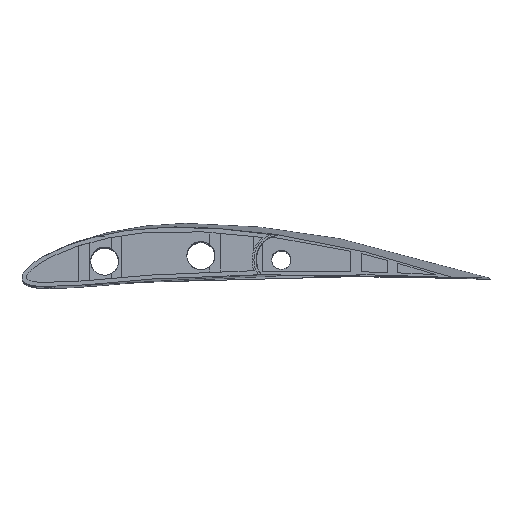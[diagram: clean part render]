
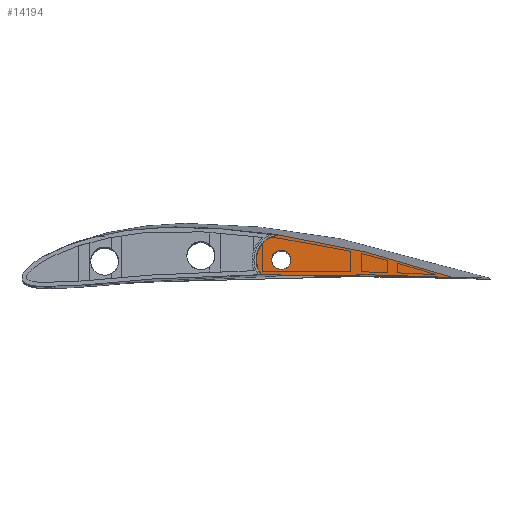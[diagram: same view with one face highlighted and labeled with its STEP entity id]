
A CAD part, top view. The second image highlights one B-rep face of the part: STEP entity #14194.
In plain terms, the highlighted planar face has unit normal (0, 0, 1).
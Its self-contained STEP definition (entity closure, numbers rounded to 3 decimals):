
#518 = VERTEX_POINT ( 'NONE', #11319 ) ;
#570 = CARTESIAN_POINT ( 'NONE',  ( 95.563, 15.191, 729.8 ) ) ;
#596 = EDGE_CURVE ( 'NONE', #10433, #518, #7823, .T. ) ;
#700 = ORIENTED_EDGE ( 'NONE', *, *, #6524, .F. ) ;
#1337 = CARTESIAN_POINT ( 'NONE',  ( 93.174, 15.542, 729.8 ) ) ;
#2510 = CARTESIAN_POINT ( 'NONE',  ( 135.514, 0.829, 729.8 ) ) ;
#2548 = VERTEX_POINT ( 'NONE', #8757 ) ;
#2991 = CARTESIAN_POINT ( 'NONE',  ( 82.187, 7.41, 729.8 ) ) ;
#3078 = DIRECTION ( 'NONE',  ( -1., 0., 0. ) ) ;
#3489 = AXIS2_PLACEMENT_3D ( 'NONE', #7558, #16592, #4640 ) ;
#4008 = CIRCLE ( 'NONE', #7701, 3.5 ) ;
#4256 = ORIENTED_EDGE ( 'NONE', *, *, #15349, .F. ) ;
#4488 = CARTESIAN_POINT ( 'NONE',  ( 147.777, 3.066, 729.8 ) ) ;
#4585 = CARTESIAN_POINT ( 'NONE',  ( 93.174, 15.542, 729.8 ) ) ;
#4640 = DIRECTION ( 'NONE',  ( -1., 0., 0. ) ) ;
#4693 = DIRECTION ( 'NONE',  ( 0., 0., 1. ) ) ;
#5110 = CARTESIAN_POINT ( 'NONE',  ( 155.478, -0.167, 729.8 ) ) ;
#5359 = CARTESIAN_POINT ( 'NONE',  ( 150.405, 0.132, 729.8 ) ) ;
#5400 = CARTESIAN_POINT ( 'NONE',  ( 97.7, 6.5, 729.8 ) ) ;
#5904 = CARTESIAN_POINT ( 'NONE',  ( 115.13, 11.677, 729.8 ) ) ;
#6138 = PLANE ( 'NONE',  #3489 ) ;
#6524 = EDGE_CURVE ( 'NONE', #7328, #11382, #12217, .T. ) ;
#6903 = EDGE_CURVE ( 'NONE', #11382, #7328, #4008, .T. ) ;
#7328 = VERTEX_POINT ( 'NONE', #5400 ) ;
#7558 = CARTESIAN_POINT ( 'NONE',  ( 77.535, 0.826, 729.8 ) ) ;
#7701 = AXIS2_PLACEMENT_3D ( 'NONE', #10370, #11587, #10455 ) ;
#7768 = CARTESIAN_POINT ( 'NONE',  ( 154.66, -0.099, 729.8 ) ) ;
#7823 = B_SPLINE_CURVE_WITH_KNOTS ( 'NONE', 3,
 ( #4585, #570, #8492, #5904, #10000, #4488, #12737 ),
 .UNSPECIFIED., .F., .F.,
 ( 4, 1, 1, 1, 4 ),
 ( 0.603, 0.647, 0.734, 0.837, 1. ),
 .UNSPECIFIED. ) ;
#8492 = CARTESIAN_POINT ( 'NONE',  ( 102.609, 14.073, 729.8 ) ) ;
#8757 = CARTESIAN_POINT ( 'NONE',  ( 86.895, 1.073, 729.8 ) ) ;
#9087 = CARTESIAN_POINT ( 'NONE',  ( 90.7, 6.5, 729.8 ) ) ;
#9748 = CARTESIAN_POINT ( 'NONE',  ( 85.33, 14.652, 729.8 ) ) ;
#9778 = ORIENTED_EDGE ( 'NONE', *, *, #9871, .F. ) ;
#9871 = EDGE_CURVE ( 'NONE', #518, #2548, #13822, .T. ) ;
#10000 = CARTESIAN_POINT ( 'NONE',  ( 133.859, 7.243, 729.8 ) ) ;
#10011 = CARTESIAN_POINT ( 'NONE',  ( 94.2, 6.5, 729.8 ) ) ;
#10252 = AXIS2_PLACEMENT_3D ( 'NONE', #10011, #4693, #3078 ) ;
#10370 = CARTESIAN_POINT ( 'NONE',  ( 94.2, 6.5, 729.8 ) ) ;
#10433 = VERTEX_POINT ( 'NONE', #1337 ) ;
#10455 = DIRECTION ( 'NONE',  ( -1., 0., 0. ) ) ;
#10515 = CARTESIAN_POINT ( 'NONE',  ( 148.381, 0.239, 729.8 ) ) ;
#10685 = CARTESIAN_POINT ( 'NONE',  ( 156.259, 0.015, 729.8 ) ) ;
#10729 = CARTESIAN_POINT ( 'NONE',  ( 86.895, 1.073, 729.8 ) ) ;
#10816 = CARTESIAN_POINT ( 'NONE',  ( 93.174, 15.542, 729.8 ) ) ;
#11319 = CARTESIAN_POINT ( 'NONE',  ( 156.212, 0.197, 729.8 ) ) ;
#11382 = VERTEX_POINT ( 'NONE', #9087 ) ;
#11587 = DIRECTION ( 'NONE',  ( 0., 0., 1. ) ) ;
#11822 = CARTESIAN_POINT ( 'NONE',  ( 156.212, 0.197, 729.8 ) ) ;
#12004 = CARTESIAN_POINT ( 'NONE',  ( 155.924, -0.158, 729.8 ) ) ;
#12217 = CIRCLE ( 'NONE', #10252, 3.5 ) ;
#12737 = CARTESIAN_POINT ( 'NONE',  ( 156.212, 0.197, 729.8 ) ) ;
#12816 = EDGE_LOOP ( 'NONE', ( #9778, #12950, #4256 ) ) ;
#12866 = EDGE_LOOP ( 'NONE', ( #15448, #700 ) ) ;
#12950 = ORIENTED_EDGE ( 'NONE', *, *, #596, .F. ) ;
#13075 = CARTESIAN_POINT ( 'NONE',  ( 121.821, 1.231, 729.8 ) ) ;
#13171 = CARTESIAN_POINT ( 'NONE',  ( 152.131, 0.039, 729.8 ) ) ;
#13431 = CARTESIAN_POINT ( 'NONE',  ( 153.557, -0.044, 729.8 ) ) ;
#13822 = B_SPLINE_CURVE_WITH_KNOTS ( 'NONE', 3,
 ( #11822, #10685, #14674, #12004, #5110, #7768, #13431, #13171, #5359, #10515, #15909, #2510, #13075, #17148, #14586, #16080, #14759 ),
 .UNSPECIFIED., .F., .F.,
 ( 4, 1, 1, 1, 1, 1, 1, 1, 1, 1, 1, 1, 1, 1, 4 ),
 ( 0., 0.002, 0.004, 0.007, 0.012, 0.019, 0.028, 0.039, 0.051, 0.066, 0.12, 0.214, 0.326, 0.418, 0.441 ),
 .UNSPECIFIED. ) ;
#14124 = FACE_BOUND ( 'NONE', #12866, .T. ) ;
#14194 = ADVANCED_FACE ( 'NONE', ( #14211, #14124 ), #6138, .T. ) ;
#14211 = FACE_OUTER_BOUND ( 'NONE', #12816, .T. ) ;
#14586 = CARTESIAN_POINT ( 'NONE',  ( 94.182, 1.225, 729.8 ) ) ;
#14674 = CARTESIAN_POINT ( 'NONE',  ( 156.326, -0.24, 729.8 ) ) ;
#14759 = CARTESIAN_POINT ( 'NONE',  ( 86.895, 1.073, 729.8 ) ) ;
#15313 =( BOUNDED_CURVE ( )  B_SPLINE_CURVE ( 3, ( #10729, #2991, #9748, #10816 ),
 .UNSPECIFIED., .F., .T. ) 
 B_SPLINE_CURVE_WITH_KNOTS ( ( 4, 4 ),
 ( 0., 1. ),
 .UNSPECIFIED. ) 
 CURVE ( )  GEOMETRIC_REPRESENTATION_ITEM ( )  RATIONAL_B_SPLINE_CURVE ( ( 1., 0.666, 0.666, 1. ) ) 
 REPRESENTATION_ITEM ( '' )  );
#15349 = EDGE_CURVE ( 'NONE', #2548, #10433, #15313, .T. ) ;
#15448 = ORIENTED_EDGE ( 'NONE', *, *, #6903, .F. ) ;
#15909 = CARTESIAN_POINT ( 'NONE',  ( 144.074, 0.454, 729.8 ) ) ;
#16080 = CARTESIAN_POINT ( 'NONE',  ( 88.121, 1.1, 729.8 ) ) ;
#16592 = DIRECTION ( 'NONE',  ( 0., 0., 1. ) ) ;
#17148 = CARTESIAN_POINT ( 'NONE',  ( 106.148, 1.361, 729.8 ) ) ;
